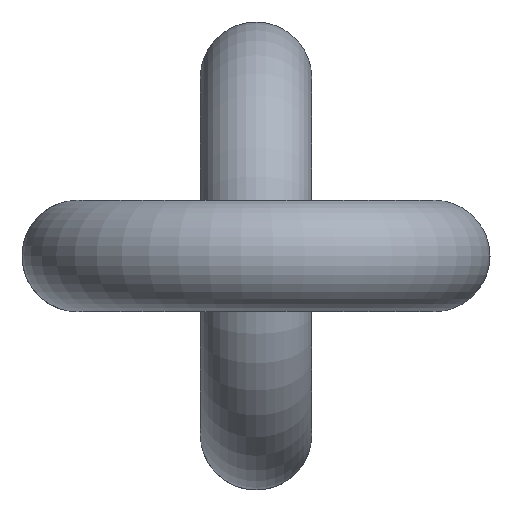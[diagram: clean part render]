
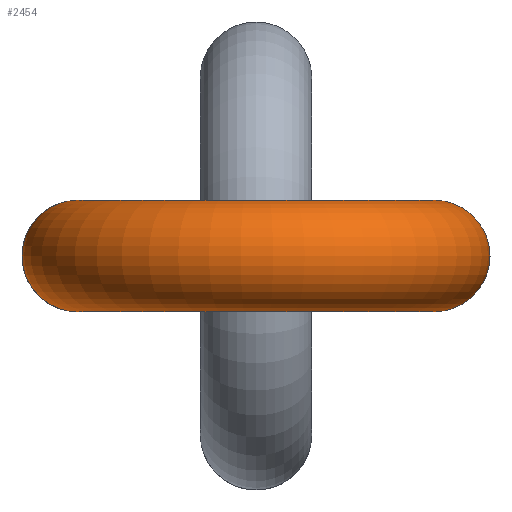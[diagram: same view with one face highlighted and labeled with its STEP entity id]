
A CAD part, left-side view. The second image highlights one B-rep face of the part: STEP entity #2454.
In plain terms, the highlighted toroidal (fillet/blend) face has major radius 16 mm and minor radius 5 mm.
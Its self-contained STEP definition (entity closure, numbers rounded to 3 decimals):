
#661 = CARTESIAN_POINT ( 'NONE',  ( -21.5, 0., -16. ) ) ;
#735 = EDGE_CURVE ( 'NONE', #9788, #9788, #4318, .T. ) ;
#1349 = FACE_OUTER_BOUND ( 'NONE', #7852, .T. ) ;
#1402 = AXIS2_PLACEMENT_3D ( 'NONE', #3770, #8523, #9518 ) ;
#1838 = EDGE_CURVE ( 'NONE', #11843, #11843, #9747, .T. ) ;
#2454 = ADVANCED_FACE ( 'NONE', ( #1349, #4725 ), #5768, .T. ) ;
#2864 = EDGE_LOOP ( 'NONE', ( #7318 ) ) ;
#3425 = CARTESIAN_POINT ( 'NONE',  ( -21.5, 0., 21. ) ) ;
#3770 = CARTESIAN_POINT ( 'NONE',  ( -21.5, 0., 0. ) ) ;
#4318 = CIRCLE ( 'NONE', #7702, 5. ) ;
#4725 = FACE_OUTER_BOUND ( 'NONE', #2864, .T. ) ;
#4873 = DIRECTION ( 'NONE',  ( 0., 0., 1. ) ) ;
#5356 = CARTESIAN_POINT ( 'NONE',  ( -21.5, 0., -21. ) ) ;
#5768 = TOROIDAL_SURFACE ( 'NONE', #1402, 16., 5. ) ;
#5784 = CARTESIAN_POINT ( 'NONE',  ( -21.5, 0., 16. ) ) ;
#7318 = ORIENTED_EDGE ( 'NONE', *, *, #735, .T. ) ;
#7702 = AXIS2_PLACEMENT_3D ( 'NONE', #5784, #10508, #4873 ) ;
#7852 = EDGE_LOOP ( 'NONE', ( #11520 ) ) ;
#8523 = DIRECTION ( 'NONE',  ( 0., 1., 0. ) ) ;
#9518 = DIRECTION ( 'NONE',  ( 0., 0., 1. ) ) ;
#9747 = CIRCLE ( 'NONE', #10000, 5. ) ;
#9788 = VERTEX_POINT ( 'NONE', #3425 ) ;
#10000 = AXIS2_PLACEMENT_3D ( 'NONE', #661, #11107, #10960 ) ;
#10508 = DIRECTION ( 'NONE',  ( -1., 0., 0. ) ) ;
#10960 = DIRECTION ( 'NONE',  ( 0., 0., -1. ) ) ;
#11107 = DIRECTION ( 'NONE',  ( 1., 0., 0. ) ) ;
#11520 = ORIENTED_EDGE ( 'NONE', *, *, #1838, .F. ) ;
#11843 = VERTEX_POINT ( 'NONE', #5356 ) ;
